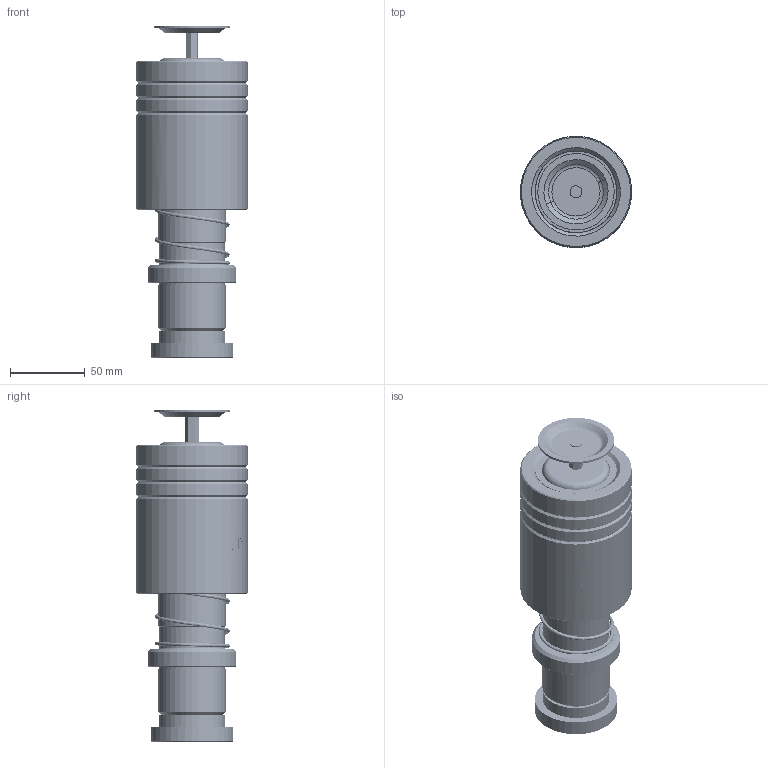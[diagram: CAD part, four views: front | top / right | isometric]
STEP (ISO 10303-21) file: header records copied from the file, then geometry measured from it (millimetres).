
FILE_DESCRIPTION (( 'STEP AP214' ), '1' );
FILE_NAME ('HMSH(HMJH)-D45-L150(BL-100).STEP', '2021-08-17T03:32:10', ( '' ), ( '' ), 'SwSTEP 2.0', 'SolidWorks 2016', '' );
FILE_SCHEMA (( 'AUTOMOTIVE_DESIGN' ));
Length unit declared in the file: millimetre
Products named in the file (353): BALL-D5; BSH-54.5-45.5-L90; HWP-D50.1-45.5-L90; TBB-D74-d55-L100; HMSH(HMJH)-D45-L150(BL-100); DRPM蹟簽D45; GTM-51; GTM-51郪蚾; GTM-M16蹟簽 -; GTM-3-縐种; DRPM-D45-L150; BSH-D54.5-45.5-L90郪蚾
Assembly tree (345 placements, depth 3):
  BALL-D5
  BALL-D5
  BALL-D5
  BALL-D5
  BALL-D5
Bounding box: 74.13 x 74.13 x 221.52 mm (x, y, z)
Volume: 584408.7 mm3; surface area: 179194 mm2
Topology: 338 solids, 338 shells, 1546 faces, 6487 edges, 4305 vertices
Faces by surface type: sphere 1320, cylinder 70, cone 50, plane 49, torus 36, bspline 21
Entity records: 67023 total; most frequent: CARTESIAN_POINT 38016, ORIENTED_EDGE 5028, DIRECTION 4427, EDGE_CURVE 2514, AXIS2_PLACEMENT_3D 2119, VERTEX_POINT 1645, EDGE_LOOP 1559, B_SPLINE_CURVE_WITH_KNOTS 1406
